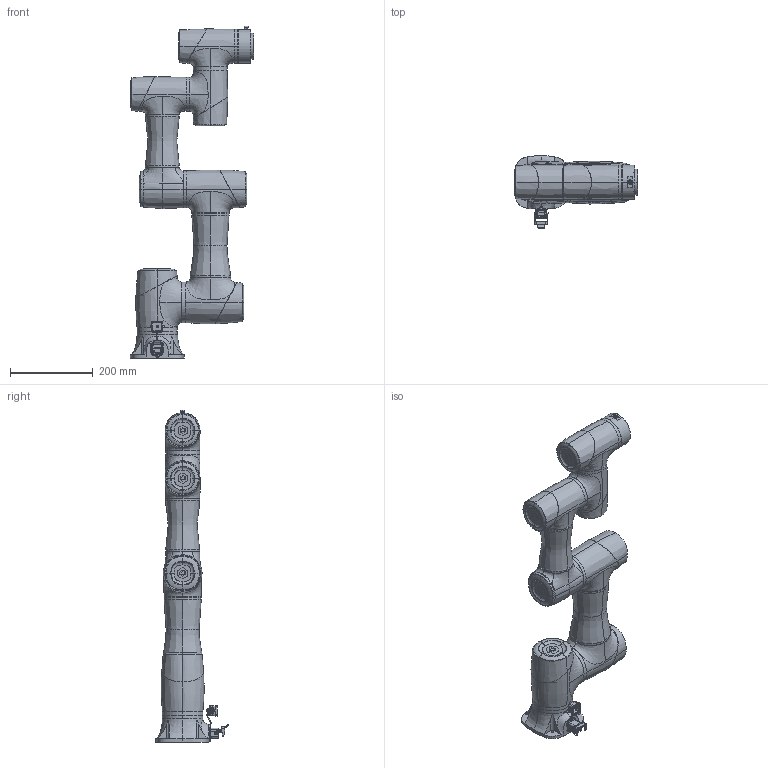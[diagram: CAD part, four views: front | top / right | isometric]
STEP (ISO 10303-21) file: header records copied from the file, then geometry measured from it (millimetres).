
FILE_DESCRIPTION((''),'2;1');
FILE_NAME('CR3_-20210812_ASM','2021-08-12T14:21:31',('Dobot'),(''),'CREO PARAMETRIC BY PTC INC, 2017260','CREO PARAMETRIC BY PTC INC, 2017260','');
FILE_SCHEMA(('CONFIG_CONTROL_DESIGN'));
Products named in the file (26): CR3-BASE_2_1_1; 1_-309400_1_2_1_1; 1_-1038100_1_2_1_1; CR3-J1_ASM_3_ASM_1_ASM_1_ASM; 2_-379600_1_2_1_1; 2_-968800_1_2_1_1; 2_-5654200_1_2_1_1; NONE_1_2_1_1; 2_-10365500_1_2_1_1; CR3-J2_ASM_3_ASM_1_ASM_1_ASM; 1_-898100_1_2_1_1; 1_-5583500_1_2_1_1; CR3-J4_ASM_3_ASM_1_ASM_1_ASM; CR3-J3_CR3_2__CR30001_1_3_1_1; CR3-J32_CR3_2__CR30001_1_2_1_1; CR3-J3_ASM_3_ASM_1_ASM_1_ASM; 1_-5443600_1_2_1_1; 1_-10296000_1_2_1_1; CR3-J5_ASM_3_ASM_1_ASM_1_ASM; CR3-J6_CR3_2__CR30001_1_1_2_1_1; CR3-J6_CR3_2__CR30001_1_2_2_1_1; CR3-J6_ASM_3_ASM_1_ASM_1_ASM; CR3_2__CR30001_ASM_1_ASM_8_ASM__ASM; CR3_2__CR30001_ASM_1_ASM_ASM_1__ASM; CR3__ASM_1_ASM; CR3_-20210812_ASM
Assembly tree (25 placements, depth 6):
  CR3_-20210812_ASM
    CR3__ASM_1_ASM
      CR3_2__CR30001_ASM_1_ASM_ASM_1__ASM
        CR3_2__CR30001_ASM_1_ASM_8_ASM__ASM
          CR3-BASE_2_1_1
          CR3-J1_ASM_3_ASM_1_ASM_1_ASM
            1_-309400_1_2_1_1
            1_-1038100_1_2_1_1
          CR3-J2_ASM_3_ASM_1_ASM_1_ASM
            2_-379600_1_2_1_1
            2_-968800_1_2_1_1
            2_-5654200_1_2_1_1
            NONE_1_2_1_1
            2_-10365500_1_2_1_1
          CR3-J4_ASM_3_ASM_1_ASM_1_ASM
            1_-898100_1_2_1_1
            1_-5583500_1_2_1_1
          CR3-J3_ASM_3_ASM_1_ASM_1_ASM
            CR3-J3_CR3_2__CR30001_1_3_1_1
            CR3-J32_CR3_2__CR30001_1_2_1_1
          CR3-J5_ASM_3_ASM_1_ASM_1_ASM
            1_-5443600_1_2_1_1
            1_-10296000_1_2_1_1
          CR3-J6_ASM_3_ASM_1_ASM_1_ASM
            CR3-J6_CR3_2__CR30001_1_1_2_1_1
            CR3-J6_CR3_2__CR30001_1_2_2_1_1
Bounding box: 298.3 x 175.29 x 804.1 mm (x, y, z)
Volume: 9399875.7 mm3; surface area: 678849.8 mm2
Topology: 16 solids, 24 shells, 2104 faces, 5279 edges, 3421 vertices
Faces by surface type: plane 1115, cylinder 473, bspline 225, extrusion 145, cone 110, torus 36
Entity records: 94593 total; most frequent: CARTESIAN_POINT 44787, ORIENTED_EDGE 10526, DIRECTION 9528, EDGE_CURVE 5263, VERTEX_POINT 3421, AXIS2_PLACEMENT_3D 3267, VECTOR 2994, LINE 2849
